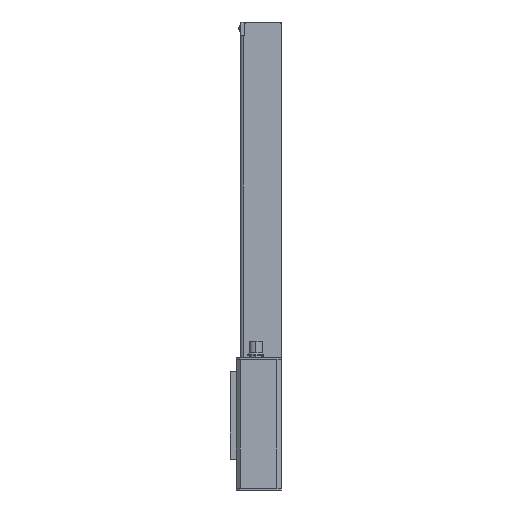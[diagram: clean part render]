
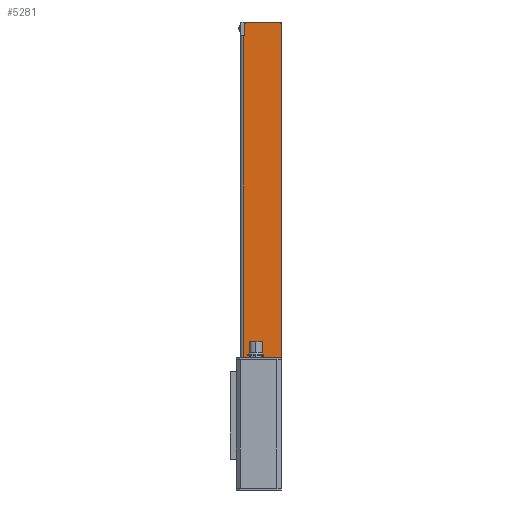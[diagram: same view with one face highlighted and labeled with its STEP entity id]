
A CAD part, left-side view. The second image highlights one B-rep face of the part: STEP entity #5281.
In plain terms, the highlighted planar face has unit normal (-1, 0, 0).
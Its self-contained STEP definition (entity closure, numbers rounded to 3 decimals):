
#389 = AXIS2_PLACEMENT_3D ( 'NONE', #25554, #8051, #5967 ) ;
#602 = CARTESIAN_POINT ( 'NONE',  ( -51.27, 14.125, 402. ) ) ;
#805 = DIRECTION ( 'NONE',  ( 0., -1., 0. ) ) ;
#1531 = EDGE_CURVE ( 'NONE', #24787, #16156, #10900, .T. ) ;
#1721 = VECTOR ( 'NONE', #12189, 1000. ) ;
#1775 = VECTOR ( 'NONE', #15076, 1000. ) ;
#1806 = CARTESIAN_POINT ( 'NONE',  ( -51.27, 14.125, 10. ) ) ;
#1962 = ORIENTED_EDGE ( 'NONE', *, *, #22285, .F. ) ;
#2275 = DIRECTION ( 'NONE',  ( -1., 0., 0. ) ) ;
#2642 = CARTESIAN_POINT ( 'NONE',  ( -51.27, -21., 12. ) ) ;
#3215 = CARTESIAN_POINT ( 'NONE',  ( -51.27, 14.125, 458.673 ) ) ;
#3361 = CARTESIAN_POINT ( 'NONE',  ( -51.27, 14.125, 402. ) ) ;
#3759 = CARTESIAN_POINT ( 'NONE',  ( -51.27, 13., 412.2 ) ) ;
#3878 = FACE_OUTER_BOUND ( 'NONE', #11593, .T. ) ;
#3945 = EDGE_CURVE ( 'NONE', #7485, #10618, #13242, .T. ) ;
#4086 = DIRECTION ( 'NONE',  ( -1., 0., 0. ) ) ;
#4198 = CARTESIAN_POINT ( 'NONE',  ( -51.27, -19., 414.2 ) ) ;
#4234 = VECTOR ( 'NONE', #805, 1000. ) ;
#4254 = VERTEX_POINT ( 'NONE', #6602 ) ;
#5281 = ADVANCED_FACE ( 'NONE', ( #3878 ), #21667, .F. ) ;
#5775 = VECTOR ( 'NONE', #15077, 1000. ) ;
#5967 = DIRECTION ( 'NONE',  ( 0., 0., -1. ) ) ;
#6221 = ORIENTED_EDGE ( 'NONE', *, *, #16964, .T. ) ;
#6602 = CARTESIAN_POINT ( 'NONE',  ( -51.27, -21., 412.2 ) ) ;
#7037 = VERTEX_POINT ( 'NONE', #2642 ) ;
#7358 = DIRECTION ( 'NONE',  ( -1., 0., 0. ) ) ;
#7485 = VERTEX_POINT ( 'NONE', #12113 ) ;
#8034 = ORIENTED_EDGE ( 'NONE', *, *, #3945, .T. ) ;
#8051 = DIRECTION ( 'NONE',  ( 1., 0., 0. ) ) ;
#8262 = DIRECTION ( 'NONE',  ( 0., 0., -1. ) ) ;
#9591 = ORIENTED_EDGE ( 'NONE', *, *, #20370, .T. ) ;
#9785 = CARTESIAN_POINT ( 'NONE',  ( -51.27, -19., 10. ) ) ;
#10087 = CARTESIAN_POINT ( 'NONE',  ( -51.27, -19., 412.2 ) ) ;
#10618 = VERTEX_POINT ( 'NONE', #602 ) ;
#10900 = LINE ( 'NONE', #17266, #5775 ) ;
#11330 = CIRCLE ( 'NONE', #16737, 2. ) ;
#11401 = CARTESIAN_POINT ( 'NONE',  ( -51.27, 13., 458.673 ) ) ;
#11593 = EDGE_LOOP ( 'NONE', ( #24496, #17629, #24028, #9591, #1962, #17952, #16350, #8034, #6221 ) ) ;
#12113 = CARTESIAN_POINT ( 'NONE',  ( -51.27, 13., 402. ) ) ;
#12189 = DIRECTION ( 'NONE',  ( 0., 0., -1. ) ) ;
#12760 = LINE ( 'NONE', #20303, #4234 ) ;
#13242 = LINE ( 'NONE', #3361, #24410 ) ;
#14408 = CARTESIAN_POINT ( 'NONE',  ( -51.27, -21., 458.673 ) ) ;
#15076 = DIRECTION ( 'NONE',  ( 0., 0., -1. ) ) ;
#15077 = DIRECTION ( 'NONE',  ( 0., -1., 0. ) ) ;
#16156 = VERTEX_POINT ( 'NONE', #9785 ) ;
#16287 = AXIS2_PLACEMENT_3D ( 'NONE', #23841, #4086, #18004 ) ;
#16350 = ORIENTED_EDGE ( 'NONE', *, *, #25180, .T. ) ;
#16737 = AXIS2_PLACEMENT_3D ( 'NONE', #17105, #7358, #25255 ) ;
#16964 = EDGE_CURVE ( 'NONE', #10618, #24787, #24776, .T. ) ;
#17105 = CARTESIAN_POINT ( 'NONE',  ( -51.27, -19., 12. ) ) ;
#17266 = CARTESIAN_POINT ( 'NONE',  ( -51.27, 14.125, 10. ) ) ;
#17629 = ORIENTED_EDGE ( 'NONE', *, *, #18992, .T. ) ;
#17637 = DIRECTION ( 'NONE',  ( 0., 0., -1. ) ) ;
#17952 = ORIENTED_EDGE ( 'NONE', *, *, #20433, .T. ) ;
#18004 = DIRECTION ( 'NONE',  ( 0., 0., -1. ) ) ;
#18742 = CIRCLE ( 'NONE', #16287, 2. ) ;
#18992 = EDGE_CURVE ( 'NONE', #16156, #7037, #11330, .T. ) ;
#19050 = VERTEX_POINT ( 'NONE', #23191 ) ;
#19985 = LINE ( 'NONE', #14408, #1721 ) ;
#19998 = AXIS2_PLACEMENT_3D ( 'NONE', #10087, #2275, #8262 ) ;
#20303 = CARTESIAN_POINT ( 'NONE',  ( -51.27, 14.125, 414.2 ) ) ;
#20370 = EDGE_CURVE ( 'NONE', #4254, #22809, #24955, .T. ) ;
#20433 = EDGE_CURVE ( 'NONE', #19050, #23596, #18742, .T. ) ;
#20966 = VECTOR ( 'NONE', #17637, 1000. ) ;
#21213 = EDGE_CURVE ( 'NONE', #4254, #7037, #19985, .T. ) ;
#21667 = PLANE ( 'NONE',  #389 ) ;
#22285 = EDGE_CURVE ( 'NONE', #19050, #22809, #12760, .T. ) ;
#22809 = VERTEX_POINT ( 'NONE', #4198 ) ;
#23191 = CARTESIAN_POINT ( 'NONE',  ( -51.27, 11., 414.2 ) ) ;
#23216 = LINE ( 'NONE', #11401, #20966 ) ;
#23361 = DIRECTION ( 'NONE',  ( 0., 1., 0. ) ) ;
#23596 = VERTEX_POINT ( 'NONE', #3759 ) ;
#23841 = CARTESIAN_POINT ( 'NONE',  ( -51.27, 11., 412.2 ) ) ;
#24028 = ORIENTED_EDGE ( 'NONE', *, *, #21213, .F. ) ;
#24410 = VECTOR ( 'NONE', #23361, 1000. ) ;
#24496 = ORIENTED_EDGE ( 'NONE', *, *, #1531, .T. ) ;
#24776 = LINE ( 'NONE', #3215, #1775 ) ;
#24787 = VERTEX_POINT ( 'NONE', #1806 ) ;
#24955 = CIRCLE ( 'NONE', #19998, 2. ) ;
#25180 = EDGE_CURVE ( 'NONE', #23596, #7485, #23216, .T. ) ;
#25255 = DIRECTION ( 'NONE',  ( 0., 0., -1. ) ) ;
#25554 = CARTESIAN_POINT ( 'NONE',  ( -51.27, 14.125, 458.673 ) ) ;
